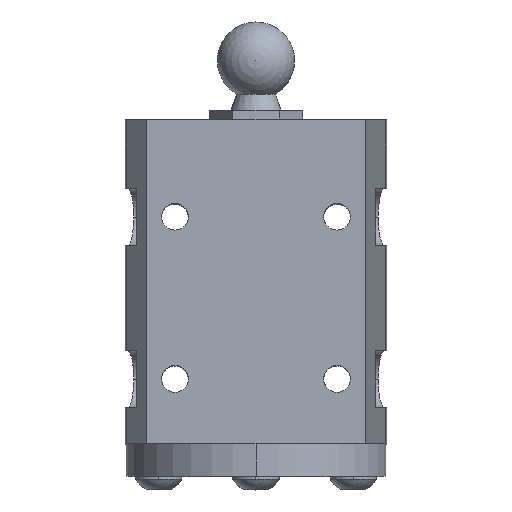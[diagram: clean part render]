
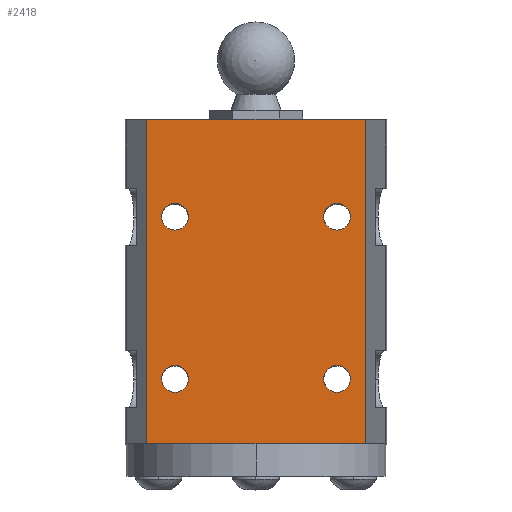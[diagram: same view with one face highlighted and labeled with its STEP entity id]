
A CAD part, top view. The second image highlights one B-rep face of the part: STEP entity #2418.
In plain terms, the highlighted planar face has unit normal (0, 0, 1).
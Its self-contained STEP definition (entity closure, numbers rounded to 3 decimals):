
#20 = CARTESIAN_POINT ( 'NONE',  ( -8.35, 12., 0. ) ) ;
#123 = VECTOR ( 'NONE', #6824, 1000. ) ;
#305 = LINE ( 'NONE', #19993, #123 ) ;
#385 = EDGE_CURVE ( 'NONE', #11500, #4823, #14871, .T. ) ;
#843 = CIRCLE ( 'NONE', #4933, 1.65 ) ;
#860 = ORIENTED_EDGE ( 'NONE', *, *, #19023, .F. ) ;
#882 = DIRECTION ( 'NONE',  ( 1., 0., 0. ) ) ;
#1079 = FACE_BOUND ( 'NONE', #7626, .T. ) ;
#1191 = DIRECTION ( 'NONE',  ( 0., 0., -1. ) ) ;
#1348 = ORIENTED_EDGE ( 'NONE', *, *, #8493, .F. ) ;
#1839 = AXIS2_PLACEMENT_3D ( 'NONE', #5322, #11857, #18392 ) ;
#2183 = DIRECTION ( 'NONE',  ( 0., -1., 0. ) ) ;
#2418 = ADVANCED_FACE ( 'NONE', ( #1079, #12440, #20775, #14248, #7501 ), #17350, .F. ) ;
#2637 = ORIENTED_EDGE ( 'NONE', *, *, #385, .F. ) ;
#2695 = DIRECTION ( 'NONE',  ( -1., 0., 0. ) ) ;
#3101 = DIRECTION ( 'NONE',  ( 0., 0., 1. ) ) ;
#3489 = CIRCLE ( 'NONE', #17483, 1.65 ) ;
#3816 = DIRECTION ( 'NONE',  ( 0., 0., 1. ) ) ;
#3994 = LINE ( 'NONE', #10620, #7788 ) ;
#4318 = EDGE_CURVE ( 'NONE', #16994, #12049, #3489, .T. ) ;
#4523 = ORIENTED_EDGE ( 'NONE', *, *, #4318, .F. ) ;
#4796 = CARTESIAN_POINT ( 'NONE',  ( -13.5, 4., 0. ) ) ;
#4809 = DIRECTION ( 'NONE',  ( 0., 0., 1. ) ) ;
#4823 = VERTEX_POINT ( 'NONE', #19164 ) ;
#4933 = AXIS2_PLACEMENT_3D ( 'NONE', #17661, #4809, #17880 ) ;
#4991 = CARTESIAN_POINT ( 'NONE',  ( -10., 12., 0. ) ) ;
#5102 = DIRECTION ( 'NONE',  ( 1., 0., 0. ) ) ;
#5322 = CARTESIAN_POINT ( 'NONE',  ( 10., 32., 0. ) ) ;
#5699 = DIRECTION ( 'NONE',  ( 0., 0., 1. ) ) ;
#5702 = CARTESIAN_POINT ( 'NONE',  ( -11.65, 32., 0. ) ) ;
#5714 = DIRECTION ( 'NONE',  ( 0., 0., 1. ) ) ;
#5846 = CIRCLE ( 'NONE', #13392, 1.65 ) ;
#6227 = ORIENTED_EDGE ( 'NONE', *, *, #16053, .F. ) ;
#6367 = VECTOR ( 'NONE', #8121, 1000. ) ;
#6407 = DIRECTION ( 'NONE',  ( 1., 0., 0. ) ) ;
#6548 = EDGE_CURVE ( 'NONE', #8297, #10988, #5846, .T. ) ;
#6824 = DIRECTION ( 'NONE',  ( 1., 0., 0. ) ) ;
#7005 = CIRCLE ( 'NONE', #19985, 1.65 ) ;
#7167 = EDGE_CURVE ( 'NONE', #11975, #10347, #843, .T. ) ;
#7501 = FACE_OUTER_BOUND ( 'NONE', #9603, .T. ) ;
#7626 = EDGE_LOOP ( 'NONE', ( #9374, #14026 ) ) ;
#7788 = VECTOR ( 'NONE', #2183, 1000. ) ;
#8121 = DIRECTION ( 'NONE',  ( -1., 0., 0. ) ) ;
#8297 = VERTEX_POINT ( 'NONE', #14323 ) ;
#8314 = DIRECTION ( 'NONE',  ( 0., 0., 1. ) ) ;
#8493 = EDGE_CURVE ( 'NONE', #20894, #20162, #7005, .T. ) ;
#8535 = DIRECTION ( 'NONE',  ( 0., 0., 1. ) ) ;
#8617 = CIRCLE ( 'NONE', #16802, 1.65 ) ;
#8758 = CARTESIAN_POINT ( 'NONE',  ( 10., 32., 0. ) ) ;
#9055 = ORIENTED_EDGE ( 'NONE', *, *, #16143, .F. ) ;
#9259 = EDGE_CURVE ( 'NONE', #11125, #4823, #12023, .T. ) ;
#9374 = ORIENTED_EDGE ( 'NONE', *, *, #10112, .F. ) ;
#9603 = EDGE_LOOP ( 'NONE', ( #2637, #9055, #11971, #21168 ) ) ;
#10111 = DIRECTION ( 'NONE',  ( 0., -1., 0. ) ) ;
#10112 = EDGE_CURVE ( 'NONE', #10347, #11975, #8617, .T. ) ;
#10311 = CARTESIAN_POINT ( 'NONE',  ( 10., 12., 0. ) ) ;
#10347 = VERTEX_POINT ( 'NONE', #11394 ) ;
#10620 = CARTESIAN_POINT ( 'NONE',  ( 13.5, 44., 0. ) ) ;
#10892 = CARTESIAN_POINT ( 'NONE',  ( 13.5, 44., 0. ) ) ;
#10901 = AXIS2_PLACEMENT_3D ( 'NONE', #10311, #5699, #882 ) ;
#10930 = CARTESIAN_POINT ( 'NONE',  ( -11.65, 12., 0. ) ) ;
#10988 = VERTEX_POINT ( 'NONE', #19159 ) ;
#11050 = CIRCLE ( 'NONE', #1839, 1.65 ) ;
#11125 = VERTEX_POINT ( 'NONE', #17879 ) ;
#11394 = CARTESIAN_POINT ( 'NONE',  ( -8.35, 32., 0. ) ) ;
#11500 = VERTEX_POINT ( 'NONE', #12912 ) ;
#11857 = DIRECTION ( 'NONE',  ( 0., 0., 1. ) ) ;
#11971 = ORIENTED_EDGE ( 'NONE', *, *, #18985, .F. ) ;
#11975 = VERTEX_POINT ( 'NONE', #5702 ) ;
#12023 = LINE ( 'NONE', #15141, #20362 ) ;
#12049 = VERTEX_POINT ( 'NONE', #10930 ) ;
#12268 = ORIENTED_EDGE ( 'NONE', *, *, #13887, .F. ) ;
#12404 = CIRCLE ( 'NONE', #13436, 1.65 ) ;
#12440 = FACE_BOUND ( 'NONE', #16870, .T. ) ;
#12746 = CARTESIAN_POINT ( 'NONE',  ( -13.5, 44., 0. ) ) ;
#12912 = CARTESIAN_POINT ( 'NONE',  ( 13.5, 4., 0. ) ) ;
#12971 = AXIS2_PLACEMENT_3D ( 'NONE', #12746, #1191, #2695 ) ;
#13392 = AXIS2_PLACEMENT_3D ( 'NONE', #16346, #3816, #5102 ) ;
#13436 = AXIS2_PLACEMENT_3D ( 'NONE', #4991, #8314, #18051 ) ;
#13678 = DIRECTION ( 'NONE',  ( 1., 0., 0. ) ) ;
#13887 = EDGE_CURVE ( 'NONE', #12049, #16994, #12404, .T. ) ;
#14026 = ORIENTED_EDGE ( 'NONE', *, *, #7167, .F. ) ;
#14248 = FACE_BOUND ( 'NONE', #19007, .T. ) ;
#14323 = CARTESIAN_POINT ( 'NONE',  ( 11.65, 12., 0. ) ) ;
#14454 = CARTESIAN_POINT ( 'NONE',  ( 11.65, 32., 0. ) ) ;
#14871 = LINE ( 'NONE', #4796, #6367 ) ;
#15141 = CARTESIAN_POINT ( 'NONE',  ( -13.5, 44., 0. ) ) ;
#15212 = ORIENTED_EDGE ( 'NONE', *, *, #6548, .F. ) ;
#16053 = EDGE_CURVE ( 'NONE', #10988, #8297, #20146, .T. ) ;
#16143 = EDGE_CURVE ( 'NONE', #17889, #11500, #3994, .T. ) ;
#16183 = EDGE_LOOP ( 'NONE', ( #15212, #6227 ) ) ;
#16346 = CARTESIAN_POINT ( 'NONE',  ( 10., 12., 0. ) ) ;
#16802 = AXIS2_PLACEMENT_3D ( 'NONE', #20869, #3101, #6407 ) ;
#16870 = EDGE_LOOP ( 'NONE', ( #1348, #860 ) ) ;
#16994 = VERTEX_POINT ( 'NONE', #20 ) ;
#17350 = PLANE ( 'NONE',  #12971 ) ;
#17483 = AXIS2_PLACEMENT_3D ( 'NONE', #20178, #5714, #20388 ) ;
#17661 = CARTESIAN_POINT ( 'NONE',  ( -10., 32., 0. ) ) ;
#17879 = CARTESIAN_POINT ( 'NONE',  ( -13.5, 44., 0. ) ) ;
#17880 = DIRECTION ( 'NONE',  ( 1., 0., 0. ) ) ;
#17889 = VERTEX_POINT ( 'NONE', #10892 ) ;
#18051 = DIRECTION ( 'NONE',  ( 1., 0., 0. ) ) ;
#18392 = DIRECTION ( 'NONE',  ( 1., 0., 0. ) ) ;
#18985 = EDGE_CURVE ( 'NONE', #11125, #17889, #305, .T. ) ;
#19007 = EDGE_LOOP ( 'NONE', ( #4523, #12268 ) ) ;
#19023 = EDGE_CURVE ( 'NONE', #20162, #20894, #11050, .T. ) ;
#19159 = CARTESIAN_POINT ( 'NONE',  ( 8.35, 12., 0. ) ) ;
#19164 = CARTESIAN_POINT ( 'NONE',  ( -13.5, 4., 0. ) ) ;
#19985 = AXIS2_PLACEMENT_3D ( 'NONE', #8758, #8535, #13678 ) ;
#19993 = CARTESIAN_POINT ( 'NONE',  ( -13.5, 44., 0. ) ) ;
#20146 = CIRCLE ( 'NONE', #10901, 1.65 ) ;
#20162 = VERTEX_POINT ( 'NONE', #20491 ) ;
#20178 = CARTESIAN_POINT ( 'NONE',  ( -10., 12., 0. ) ) ;
#20362 = VECTOR ( 'NONE', #10111, 1000. ) ;
#20388 = DIRECTION ( 'NONE',  ( 1., 0., 0. ) ) ;
#20491 = CARTESIAN_POINT ( 'NONE',  ( 8.35, 32., 0. ) ) ;
#20775 = FACE_BOUND ( 'NONE', #16183, .T. ) ;
#20869 = CARTESIAN_POINT ( 'NONE',  ( -10., 32., 0. ) ) ;
#20894 = VERTEX_POINT ( 'NONE', #14454 ) ;
#21168 = ORIENTED_EDGE ( 'NONE', *, *, #9259, .T. ) ;
